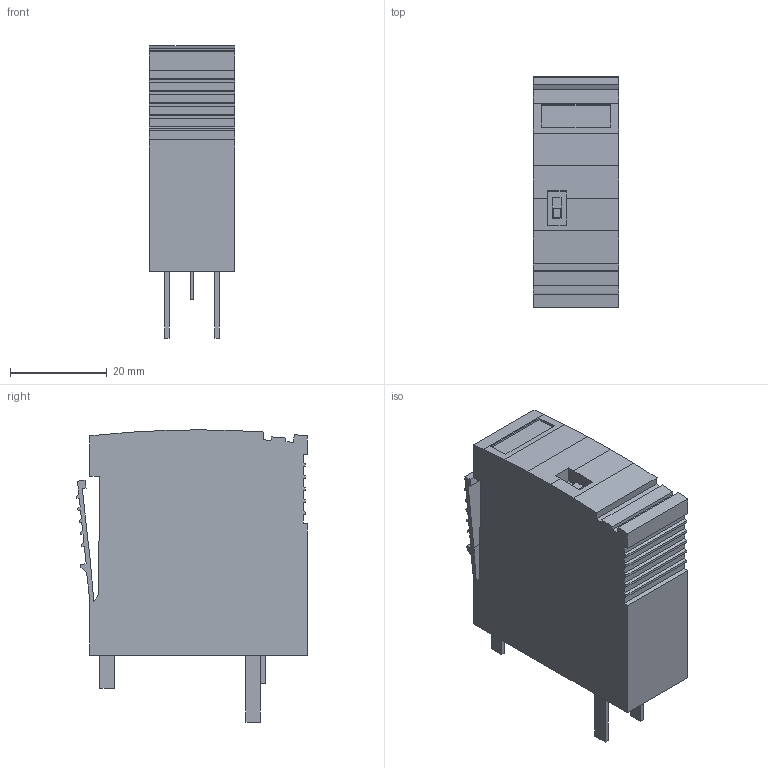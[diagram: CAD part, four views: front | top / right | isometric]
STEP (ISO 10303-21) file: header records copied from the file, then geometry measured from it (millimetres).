
FILE_DESCRIPTION(('Creo Elements/Direct Modeling STEP Export'),'2;1');
FILE_NAME('model.stp','2020-09-30T15:54:23',(''),(''),'Creo Elements/Direct Modeling STEP processor for AP214 (Solid Model)','Creo Elements/Direct Modeling 20.1A 29-Sep-2018 (C) Parametric Technology GmbH','');
FILE_SCHEMA(('AUTOMOTIVE_DESIGN { 1 0 10303 214 1 1 1 1 }'));
Length unit declared in the file: millimetre
Products named in the file (2): PT_IQ_PTB_P-select
Assembly tree (1 placements, depth 2):
  PT_IQ_PTB_P-select
    PT_IQ_PTB_P-select
Bounding box: 17.7 x 47.71 x 60.43 mm (x, y, z)
Volume: 34993.2 mm3; surface area: 9611.6 mm2
Topology: 1 solids, 1 shells, 169 faces, 465 edges, 310 vertices
Faces by surface type: plane 159, cylinder 6, extrusion 4
Entity records: 6706 total; most frequent: CARTESIAN_POINT 1109, ORIENTED_EDGE 930, DIRECTION 790, EDGE_CURVE 465, VECTOR 444, LINE 440, VERTEX_POINT 310, EDGE_LOOP 181
